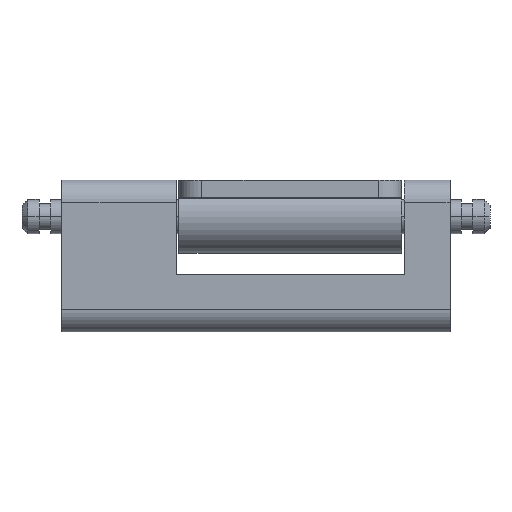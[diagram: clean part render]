
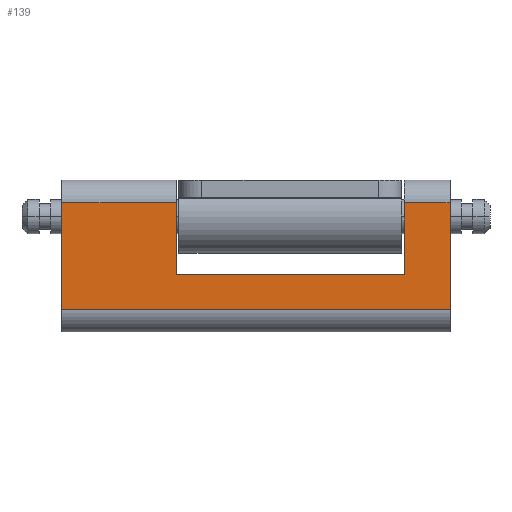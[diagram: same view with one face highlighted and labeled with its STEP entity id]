
A CAD part, left-side view. The second image highlights one B-rep face of the part: STEP entity #139.
In plain terms, the highlighted planar face has unit normal (-1, 0, 0).
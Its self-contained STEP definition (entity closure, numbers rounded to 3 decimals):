
#139=ADVANCED_FACE('',(#311),#2910,.T.);
#311=FACE_OUTER_BOUND('',#499,.T.);
#499=EDGE_LOOP('',(#1062,#1063,#1064,#1065,#1066,#1067,#1068,#1069));
#1062=ORIENTED_EDGE('',*,*,#1693,.F.);
#1063=ORIENTED_EDGE('',*,*,#1692,.T.);
#1064=ORIENTED_EDGE('',*,*,#1694,.T.);
#1065=ORIENTED_EDGE('',*,*,#1761,.F.);
#1066=ORIENTED_EDGE('',*,*,#1675,.F.);
#1067=ORIENTED_EDGE('',*,*,#1671,.F.);
#1068=ORIENTED_EDGE('',*,*,#1673,.T.);
#1069=ORIENTED_EDGE('',*,*,#1705,.F.);
#1671=EDGE_CURVE('',#2691,#2693,#2421,.T.);
#1673=EDGE_CURVE('',#2691,#2690,#2423,.T.);
#1675=EDGE_CURVE('',#2693,#2692,#2425,.T.);
#1692=EDGE_CURVE('',#2642,#2643,#2437,.T.);
#1693=EDGE_CURVE('',#2642,#2696,#2438,.T.);
#1694=EDGE_CURVE('',#2643,#2697,#2439,.T.);
#1705=EDGE_CURVE('',#2696,#2690,#2446,.T.);
#1761=EDGE_CURVE('',#2692,#2697,#2472,.T.);
#2421=B_SPLINE_CURVE_WITH_KNOTS('',1,(#5103,#5104),.UNSPECIFIED.,.F.,.F.,
(2,2),(0.,68.),.UNSPECIFIED.);
#2423=B_SPLINE_CURVE_WITH_KNOTS('',1,(#5107,#5108),.UNSPECIFIED.,.F.,.F.,
(2,2),(-181.1,-162.5),.UNSPECIFIED.);
#2425=B_SPLINE_CURVE_WITH_KNOTS('',1,(#5111,#5112),.UNSPECIFIED.,.F.,.F.,
(2,2),(-181.1,-162.5),.UNSPECIFIED.);
#2437=B_SPLINE_CURVE_WITH_KNOTS('',1,(#5149,#5150),.UNSPECIFIED.,.F.,.F.,
(2,2),(0.,40.),.UNSPECIFIED.);
#2438=B_SPLINE_CURVE_WITH_KNOTS('',1,(#5151,#5152),.UNSPECIFIED.,.F.,.F.,
(2,2),(64.5,77.),.UNSPECIFIED.);
#2439=B_SPLINE_CURVE_WITH_KNOTS('',1,(#5153,#5154),.UNSPECIFIED.,.F.,.F.,
(2,2),(64.5,77.),.UNSPECIFIED.);
#2446=B_SPLINE_CURVE_WITH_KNOTS('',1,(#5179,#5180),.UNSPECIFIED.,.F.,.F.,
(2,2),(0.,8.),.UNSPECIFIED.);
#2472=B_SPLINE_CURVE_WITH_KNOTS('',1,(#5317,#5318),.UNSPECIFIED.,.F.,.F.,
(2,2),(0.,20.),.UNSPECIFIED.);
#2642=VERTEX_POINT('',#5005);
#2643=VERTEX_POINT('',#5006);
#2690=VERTEX_POINT('',#5053);
#2691=VERTEX_POINT('',#5054);
#2692=VERTEX_POINT('',#5055);
#2693=VERTEX_POINT('',#5056);
#2696=VERTEX_POINT('',#5059);
#2697=VERTEX_POINT('',#5060);
#2910=PLANE('',#3201);
#3201=AXIS2_PLACEMENT_3D('',#4878,#3638,$);
#3638=DIRECTION('',(-1.,0.,0.));
#4878=CARTESIAN_POINT('',(-4.608,-34.,-4.322));
#5005=CARTESIAN_POINT('',(-4.608,-26.,5.778));
#5006=CARTESIAN_POINT('',(-4.608,14.,5.778));
#5053=CARTESIAN_POINT('',(-4.608,-34.,18.278));
#5054=CARTESIAN_POINT('',(-4.608,-34.,-0.322));
#5055=CARTESIAN_POINT('',(-4.608,34.,18.278));
#5056=CARTESIAN_POINT('',(-4.608,34.,-0.322));
#5059=CARTESIAN_POINT('',(-4.608,-26.,18.278));
#5060=CARTESIAN_POINT('',(-4.608,14.,18.278));
#5103=CARTESIAN_POINT('',(-4.608,-34.,-0.322));
#5104=CARTESIAN_POINT('',(-4.608,34.,-0.322));
#5107=CARTESIAN_POINT('',(-4.608,-34.,-0.322));
#5108=CARTESIAN_POINT('',(-4.608,-34.,18.278));
#5111=CARTESIAN_POINT('',(-4.608,34.,-0.322));
#5112=CARTESIAN_POINT('',(-4.608,34.,18.278));
#5149=CARTESIAN_POINT('',(-4.608,-26.,5.778));
#5150=CARTESIAN_POINT('',(-4.608,14.,5.778));
#5151=CARTESIAN_POINT('',(-4.608,-26.,5.778));
#5152=CARTESIAN_POINT('',(-4.608,-26.,18.278));
#5153=CARTESIAN_POINT('',(-4.608,14.,5.778));
#5154=CARTESIAN_POINT('',(-4.608,14.,18.278));
#5179=CARTESIAN_POINT('',(-4.608,-26.,18.278));
#5180=CARTESIAN_POINT('',(-4.608,-34.,18.278));
#5317=CARTESIAN_POINT('',(-4.608,34.,18.278));
#5318=CARTESIAN_POINT('',(-4.608,14.,18.278));
